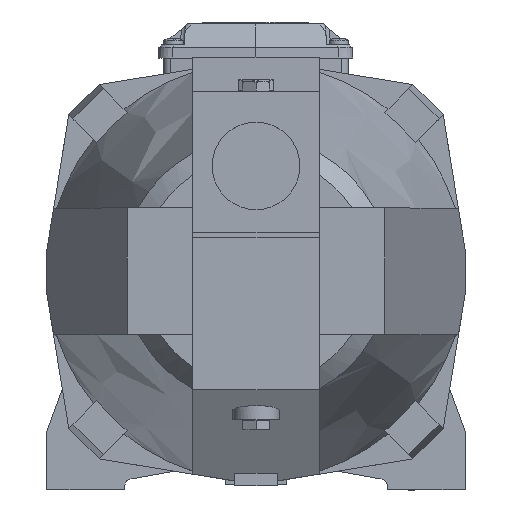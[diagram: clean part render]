
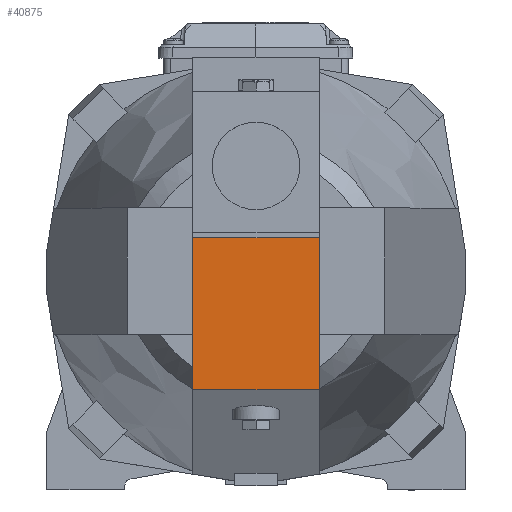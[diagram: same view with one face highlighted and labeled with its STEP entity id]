
A CAD part, top view. The second image highlights one B-rep face of the part: STEP entity #40875.
In plain terms, the highlighted planar face has unit normal (0, 0, 1).
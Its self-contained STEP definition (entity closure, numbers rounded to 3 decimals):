
#1177 = ORIENTED_EDGE ( 'NONE', *, *, #87188, .T. ) ;
#1955 = CARTESIAN_POINT ( 'NONE',  ( -32.5, 17., 235. ) ) ;
#2838 = DIRECTION ( 'NONE',  ( 0., -1., 0. ) ) ;
#3296 = CARTESIAN_POINT ( 'NONE',  ( -32.5, 17., 235. ) ) ;
#6878 = PLANE ( 'NONE',  #47819 ) ;
#12313 = DIRECTION ( 'NONE',  ( 0., 0., 1. ) ) ;
#14209 = DIRECTION ( 'NONE',  ( -1., 0., 0. ) ) ;
#16723 = VERTEX_POINT ( 'NONE', #32525 ) ;
#19152 = CARTESIAN_POINT ( 'NONE',  ( -32.5, 17., 235. ) ) ;
#24163 = CARTESIAN_POINT ( 'NONE',  ( 32.5, -104.015, 235. ) ) ;
#25312 = EDGE_CURVE ( 'NONE', #16723, #81103, #25350, .T. ) ;
#25350 = LINE ( 'NONE', #67523, #65935 ) ;
#27445 = DIRECTION ( 'NONE',  ( 0., -1., 0. ) ) ;
#32525 = CARTESIAN_POINT ( 'NONE',  ( 32.5, -61.143, 235. ) ) ;
#35921 = EDGE_CURVE ( 'NONE', #89234, #68887, #70938, .T. ) ;
#36165 = EDGE_CURVE ( 'NONE', #89234, #16723, #85444, .T. ) ;
#38986 = VECTOR ( 'NONE', #27445, 1000. ) ;
#40875 = ADVANCED_FACE ( 'NONE', ( #45490 ), #6878, .T. ) ;
#41817 = DIRECTION ( 'NONE',  ( 0., -1., 0. ) ) ;
#45490 = FACE_OUTER_BOUND ( 'NONE', #51971, .T. ) ;
#45502 = ORIENTED_EDGE ( 'NONE', *, *, #35921, .T. ) ;
#47819 = AXIS2_PLACEMENT_3D ( 'NONE', #19152, #12313, #41817 ) ;
#50047 = ORIENTED_EDGE ( 'NONE', *, *, #25312, .F. ) ;
#51971 = EDGE_LOOP ( 'NONE', ( #74068, #45502, #1177, #50047 ) ) ;
#53016 = DIRECTION ( 'NONE',  ( -1., 0., 0. ) ) ;
#61262 = CARTESIAN_POINT ( 'NONE',  ( 32.5, 17., 235. ) ) ;
#62749 = VECTOR ( 'NONE', #2838, 1000. ) ;
#63274 = CARTESIAN_POINT ( 'NONE',  ( -32.5, -61.143, 235. ) ) ;
#65935 = VECTOR ( 'NONE', #53016, 1000. ) ;
#67523 = CARTESIAN_POINT ( 'NONE',  ( -32.516, -61.143, 235. ) ) ;
#68887 = VERTEX_POINT ( 'NONE', #3296 ) ;
#70938 = LINE ( 'NONE', #1955, #77209 ) ;
#74068 = ORIENTED_EDGE ( 'NONE', *, *, #36165, .F. ) ;
#77209 = VECTOR ( 'NONE', #14209, 1000. ) ;
#81103 = VERTEX_POINT ( 'NONE', #63274 ) ;
#81902 = LINE ( 'NONE', #88244, #38986 ) ;
#85444 = LINE ( 'NONE', #24163, #62749 ) ;
#87188 = EDGE_CURVE ( 'NONE', #68887, #81103, #81902, .T. ) ;
#88244 = CARTESIAN_POINT ( 'NONE',  ( -32.5, -104.015, 235. ) ) ;
#89234 = VERTEX_POINT ( 'NONE', #61262 ) ;
